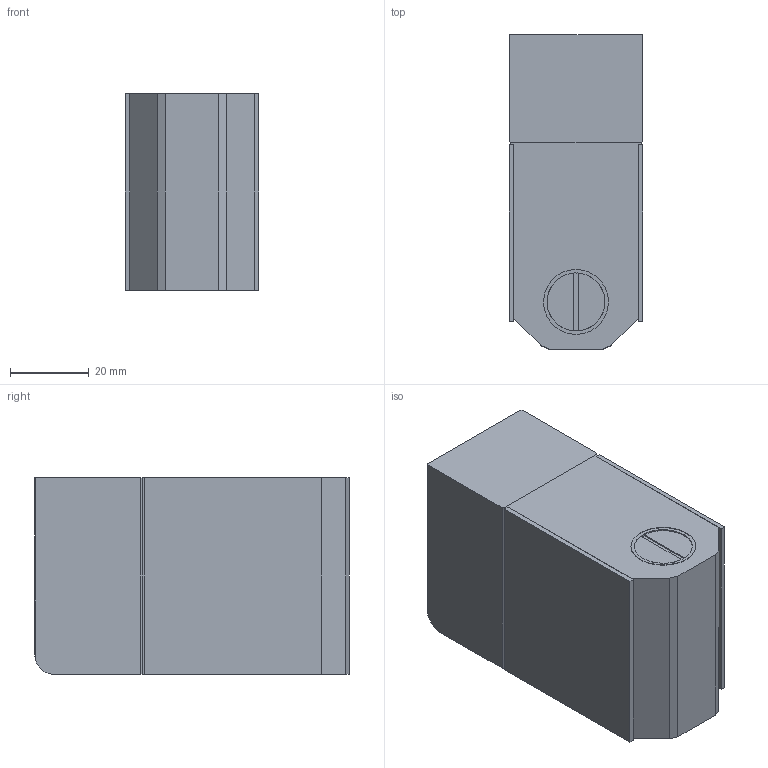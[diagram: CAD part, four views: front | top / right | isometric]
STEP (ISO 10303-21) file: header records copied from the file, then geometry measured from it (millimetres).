
FILE_DESCRIPTION((''),'2;1');
FILE_NAME('3d_11G360.stp','2012-10-03T13:25:11',(''),(''),'Mechanical Desktop 2011','Mechanical Desktop 2011',', , ');
FILE_SCHEMA(('CONFIG_CONTROL_DESIGN'));
Length unit declared in the file: millimetre
Products named in the file (1): Product
Bounding box: 34 x 80 x 50 mm (x, y, z)
Volume: 131770.6 mm3; surface area: 28676.1 mm2
Topology: 4 solids, 4 shells, 47 faces, 119 edges, 84 vertices
Faces by surface type: plane 42, cylinder 5
Entity records: 1490 total; most frequent: CARTESIAN_POINT 246, DIRECTION 237, ORIENTED_EDGE 228, EDGE_CURVE 114, VECTOR 97, LINE 97, VERTEX_POINT 77, AXIS2_PLACEMENT_3D 70
